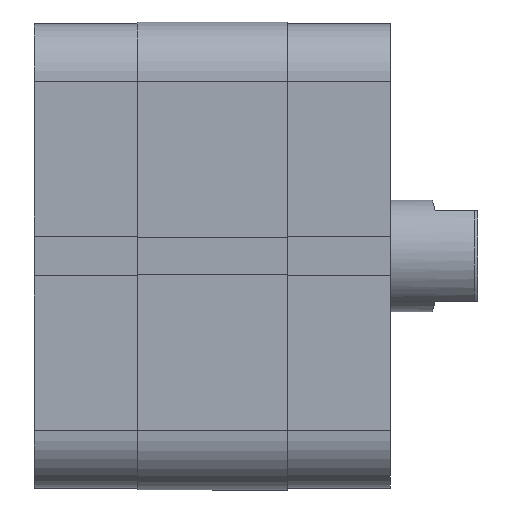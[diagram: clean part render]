
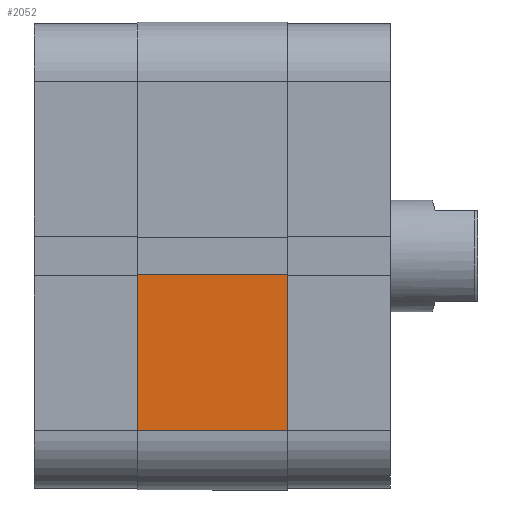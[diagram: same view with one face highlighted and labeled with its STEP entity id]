
A CAD part, front view. The second image highlights one B-rep face of the part: STEP entity #2052.
In plain terms, the highlighted planar face has unit normal (0, -1, 0).
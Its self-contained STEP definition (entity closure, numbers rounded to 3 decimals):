
#364 = AXIS2_PLACEMENT_3D ( 'NONE', #1514, #1508, #1507 ) ;
#531 = CARTESIAN_POINT ( 'NONE',  ( -2.6, -33.5, 0. ) ) ;
#564 = CARTESIAN_POINT ( 'NONE',  ( -25., -33.5, 21.5 ) ) ;
#571 = CARTESIAN_POINT ( 'NONE',  ( -2.6, -33.5, 21.5 ) ) ;
#946 = CARTESIAN_POINT ( 'NONE',  ( -25., -33.5, 0. ) ) ;
#1028 = VERTEX_POINT ( 'NONE', #531 ) ;
#1038 = VERTEX_POINT ( 'NONE', #564 ) ;
#1039 = VERTEX_POINT ( 'NONE', #946 ) ;
#1051 = VERTEX_POINT ( 'NONE', #571 ) ;
#1507 = DIRECTION ( 'NONE',  ( 0., 0., 1. ) ) ;
#1508 = DIRECTION ( 'NONE',  ( 0., 1., 0. ) ) ;
#1514 = CARTESIAN_POINT ( 'NONE',  ( 0., -33.5, 21.5 ) ) ;
#1517 = PLANE ( 'NONE',  #364 ) ;
#2052 = ADVANCED_FACE ( 'NONE', ( #4950 ), #1517, .F. ) ;
#2289 = ORIENTED_EDGE ( 'NONE', *, *, #6317, .T. ) ;
#2488 = ORIENTED_EDGE ( 'NONE', *, *, #5935, .F. ) ;
#2496 = ORIENTED_EDGE ( 'NONE', *, *, #6589, .T. ) ;
#2520 = ORIENTED_EDGE ( 'NONE', *, *, #6296, .F. ) ;
#2721 = CARTESIAN_POINT ( 'NONE',  ( 0., -33.5, 21.5 ) ) ;
#2722 = DIRECTION ( 'NONE',  ( 1., 0., 0. ) ) ;
#2765 = CARTESIAN_POINT ( 'NONE',  ( -25., -33.5, 21.5 ) ) ;
#2766 = DIRECTION ( 'NONE',  ( 0., 0., -1. ) ) ;
#3318 = CARTESIAN_POINT ( 'NONE',  ( 0., -33.5, 0. ) ) ;
#3319 = DIRECTION ( 'NONE',  ( 1., 0., 0. ) ) ;
#3856 = CARTESIAN_POINT ( 'NONE',  ( -2.6, -33.5, 21.5 ) ) ;
#3888 = DIRECTION ( 'NONE',  ( 0., 0., -1. ) ) ;
#4537 = EDGE_LOOP ( 'NONE', ( #2496, #2488, #2520, #2289 ) ) ;
#4950 = FACE_OUTER_BOUND ( 'NONE', #4537, .T. ) ;
#5179 = LINE ( 'NONE', #3856, #5185 ) ;
#5185 = VECTOR ( 'NONE', #3888, 1000. ) ;
#5518 = LINE ( 'NONE', #2721, #5519 ) ;
#5519 = VECTOR ( 'NONE', #2722, 1000. ) ;
#5557 = LINE ( 'NONE', #2765, #5558 ) ;
#5558 = VECTOR ( 'NONE', #2766, 1000. ) ;
#5935 = EDGE_CURVE ( 'NONE', #1051, #1028, #5179, .T. ) ;
#5953 = LINE ( 'NONE', #3318, #5954 ) ;
#5954 = VECTOR ( 'NONE', #3319, 1000. ) ;
#6296 = EDGE_CURVE ( 'NONE', #1038, #1051, #5518, .T. ) ;
#6317 = EDGE_CURVE ( 'NONE', #1038, #1039, #5557, .T. ) ;
#6589 = EDGE_CURVE ( 'NONE', #1039, #1028, #5953, .T. ) ;
